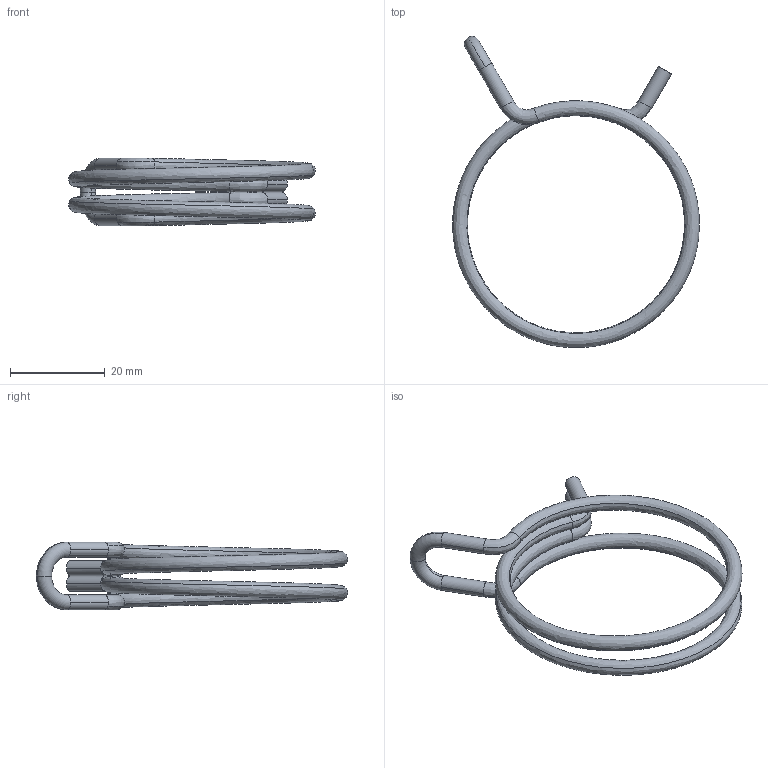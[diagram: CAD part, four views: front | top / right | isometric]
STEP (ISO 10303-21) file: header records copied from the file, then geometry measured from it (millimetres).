
FILE_DESCRIPTION (( 'STEP AP214' ), '1' );
FILE_NAME ('DW-47.8.step', '2026-01-22T12:02:39', ( '' ), ( '' ), 'SwSTEP 2.0', 'SolidWorks 2025', '' );
FILE_SCHEMA (( 'AUTOMOTIVE_DESIGN' ));
Length unit declared in the file: millimetre
Products named in the file (1): DW-47.8
Bounding box: 52.04 x 65.63 x 14.3 mm (x, y, z)
Volume: 3355.3 mm3; surface area: 4240.4 mm2
Topology: 1 solids, 1 shells, 132 faces, 352 edges, 232 vertices
Faces by surface type: bspline 61, cylinder 53, plane 14, torus 4
Entity records: 6770 total; most frequent: CARTESIAN_POINT 3827, ORIENTED_EDGE 704, DIRECTION 458, EDGE_CURVE 352, VERTEX_POINT 232, AXIS2_PLACEMENT_3D 192, B_SPLINE_CURVE_WITH_KNOTS 158, EDGE_LOOP 144
